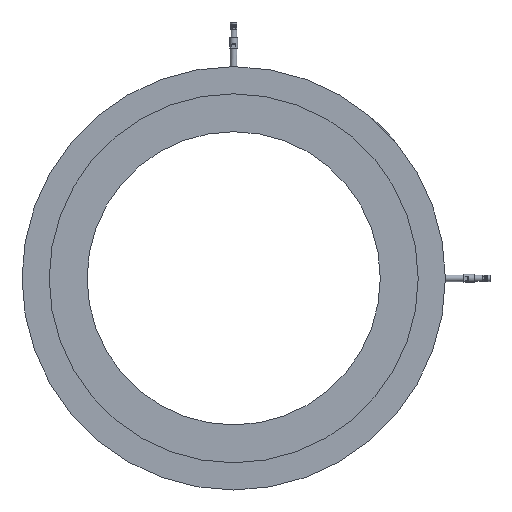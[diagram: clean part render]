
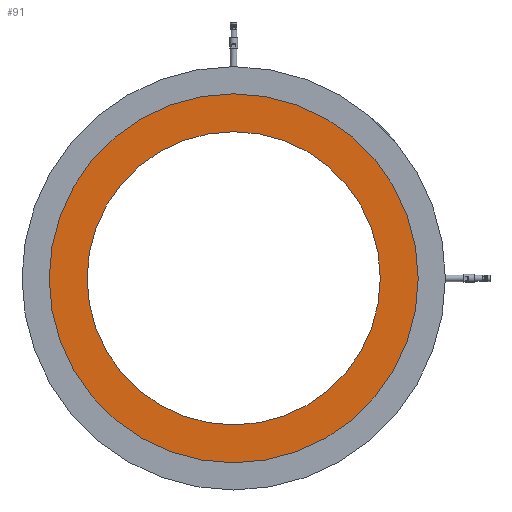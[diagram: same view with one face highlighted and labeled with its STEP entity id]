
A CAD part, left-side view. The second image highlights one B-rep face of the part: STEP entity #91.
In plain terms, the highlighted planar face has unit normal (-1, 0, 0).
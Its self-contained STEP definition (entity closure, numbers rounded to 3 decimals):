
#91 = ADVANCED_FACE( '', ( #219, #220 ), #221, .F. );
#219 = FACE_OUTER_BOUND( '', #454, .T. );
#220 = FACE_BOUND( '', #455, .T. );
#221 = PLANE( '', #456 );
#454 = EDGE_LOOP( '', ( #803 ) );
#455 = EDGE_LOOP( '', ( #804 ) );
#456 = AXIS2_PLACEMENT_3D( '', #805, #806, #807 );
#803 = ORIENTED_EDGE( '', *, *, #1459, .T. );
#804 = ORIENTED_EDGE( '', *, *, #1457, .F. );
#805 = CARTESIAN_POINT( '', ( -21., 0., 397. ) );
#806 = DIRECTION( '', ( 1., 0., 0. ) );
#807 = DIRECTION( '', ( 0., 0., -1. ) );
#1457 = EDGE_CURVE( '', #1744, #1744, #1745, .T. );
#1459 = EDGE_CURVE( '', #1747, #1747, #1748, .T. );
#1744 = VERTEX_POINT( '', #2374 );
#1745 = CIRCLE( '', #2375, 315.5 );
#1747 = VERTEX_POINT( '', #2377 );
#1748 = CIRCLE( '', #2378, 397. );
#2374 = CARTESIAN_POINT( '', ( -21., 0., 315.5 ) );
#2375 = AXIS2_PLACEMENT_3D( '', #2816, #2817, #2818 );
#2377 = CARTESIAN_POINT( '', ( -21., 0., 397. ) );
#2378 = AXIS2_PLACEMENT_3D( '', #2822, #2823, #2824 );
#2816 = CARTESIAN_POINT( '', ( -21., 0., 0. ) );
#2817 = DIRECTION( '', ( -1., 0., 0. ) );
#2818 = DIRECTION( '', ( 0., 0., 1. ) );
#2822 = CARTESIAN_POINT( '', ( -21., 0., 0. ) );
#2823 = DIRECTION( '', ( -1., 0., 0. ) );
#2824 = DIRECTION( '', ( 0., 0., 1. ) );
